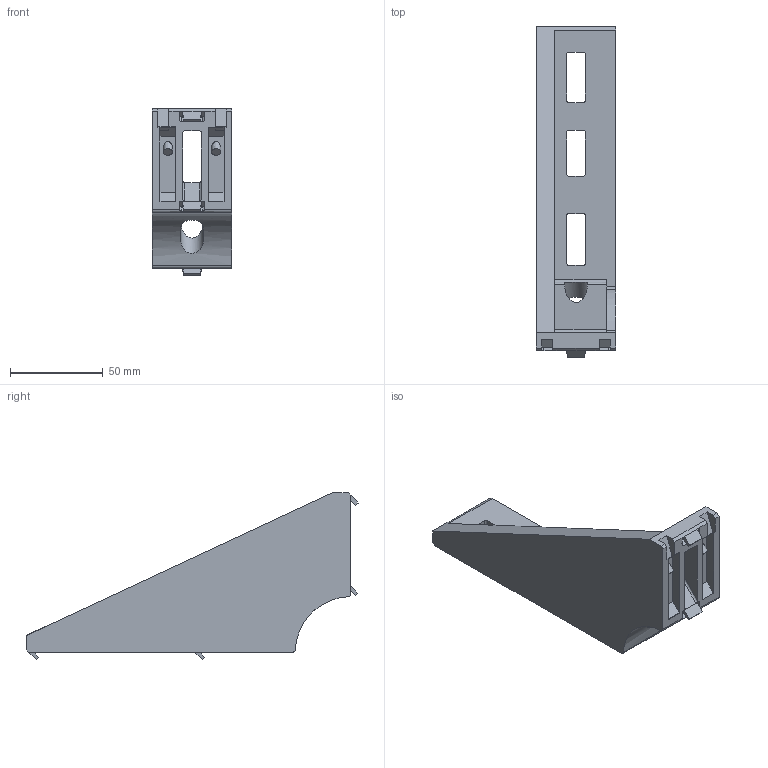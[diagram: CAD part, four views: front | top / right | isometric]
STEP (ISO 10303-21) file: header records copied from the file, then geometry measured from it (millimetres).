
FILE_DESCRIPTION(('STEP AP203'),'1');
FILE_NAME('BASE10B1006.stp','2023-10-13T12:02:57',(' '),(' '),'Spatial InterOp 3D',' ',' ');
FILE_SCHEMA(('CONFIG_CONTROL_DESIGN'));
Length unit declared in the file: millimetre
Products named in the file (1): Ancrage fixation au sol Al 175x86 L43
Bounding box: 43 x 178.79 x 89.8 mm (x, y, z)
Volume: 130346.2 mm3; surface area: 42762 mm2
Topology: 1 solids, 1 shells, 172 faces, 486 edges, 322 vertices
Faces by surface type: plane 124, cylinder 42, cone 6
Entity records: 6459 total; most frequent: CARTESIAN_POINT 2018, ORIENTED_EDGE 972, DIRECTION 754, EDGE_CURVE 486, LINE 360, VECTOR 360, VERTEX_POINT 322, AXIS2_PLACEMENT_3D 197
